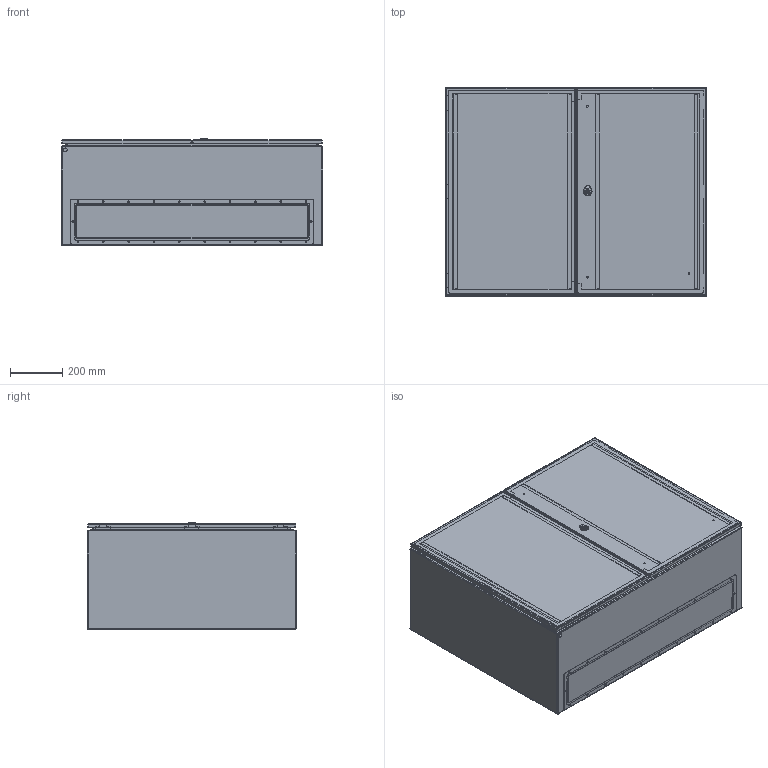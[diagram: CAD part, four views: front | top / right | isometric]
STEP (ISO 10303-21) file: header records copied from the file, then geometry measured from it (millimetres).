
FILE_DESCRIPTION(/* description */ (''),/* implementation_level */ '2;1');
FILE_NAME(/* name */ 'GN8010040PD',/* time_stamp */ '2025-04-29T12:21:58+02:00',/* author */ (''),/* organization */ (''),/* preprocessor_version */ 'ST-DEVELOPER v19.4',/* originating_system */ 'SIEMENS PLM Software NX2212.8101',/* authorisation */ '');
FILE_SCHEMA (('AP203_CONFIGURATION_CONTROLLED_3D_DESIGN_OF_MECHANICAL_PARTS_AND_ASSEMBLIES_MIM_LF { 1 0 10303 403 2 1 2}'));
Length unit declared in the file: millimetre
Products named in the file (7): 501.P016.1003-01-PUERTA DOBLE S_ALA 1.5mm 800x500; 501.P017.1003-01-PUERTA DOBLE C_ALA 1.5mm 800x500; 501.P005.06-01-CIERRE 3 PUNTOS ALT.ARM_800; 501.P006.1025-01-PLACA DE MONTAJE_800x1000; 501.P003.1011-01-TAPA PASACABLES LISA; 501.P018.1007-01-FONDO 800x1000x400; 501.C016.1007-01-GN8010040PD
Assembly tree (6 placements, depth 2):
  501.C016.1007-01-GN8010040PD
    501.P018.1007-01-FONDO 800x1000x400
    501.P003.1011-01-TAPA PASACABLES LISA
    501.P006.1025-01-PLACA DE MONTAJE_800x1000
    501.P005.06-01-CIERRE 3 PUNTOS ALT.ARM_800
    501.P017.1003-01-PUERTA DOBLE C_ALA 1.5mm 800x500
    501.P016.1003-01-PUERTA DOBLE S_ALA 1.5mm 800x500
Bounding box: 1000 x 802 x 406.3 mm (x, y, z)
Volume: 6987105.2 mm3; surface area: 8202032.4 mm2
Topology: 25 solids, 25 shells, 1193 faces, 3234 edges, 2077 vertices
Faces by surface type: cylinder 534, plane 513, bspline 57, sphere 40, torus 32, cone 17
Full cylindrical faces by diameter (mm): 3 x34, 3.5 x104, 6 x25, 8 x5, 9 x4, 10 x1, 15.1 x1, 16.25 x1, 19.3 x1
Entity records: 43278 total; most frequent: CARTESIAN_POINT 11613, DIRECTION 6030, ORIENTED_EDGE 5866, EDGE_CURVE 2933, AXIS2_PLACEMENT_3D 2267, VERTEX_POINT 1993, EDGE_LOOP 1768, LINE 1496
